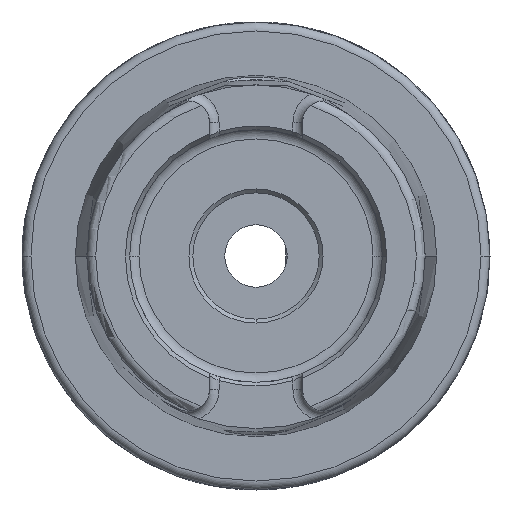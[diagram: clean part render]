
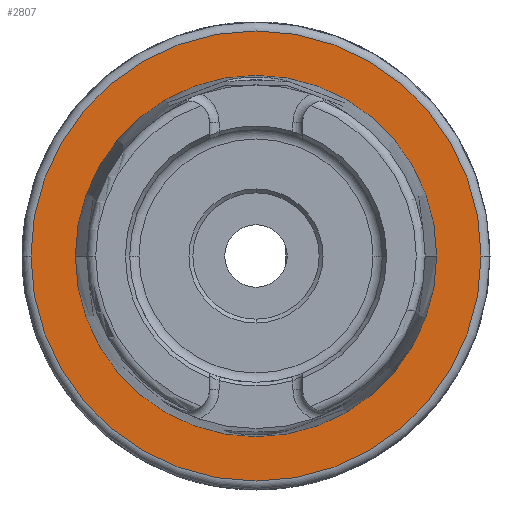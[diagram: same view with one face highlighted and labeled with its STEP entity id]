
A CAD part, left-side view. The second image highlights one B-rep face of the part: STEP entity #2807.
In plain terms, the highlighted planar face has unit normal (-1, 0, 0).
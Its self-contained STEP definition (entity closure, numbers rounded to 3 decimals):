
#173 = ORIENTED_EDGE ( 'NONE', *, *, #10943, .T. ) ;
#808 = EDGE_CURVE ( 'NONE', #843, #6103, #9282, .T. ) ;
#843 = VERTEX_POINT ( 'NONE', #3864 ) ;
#942 = CARTESIAN_POINT ( 'NONE',  ( 0., 0., 0. ) ) ;
#1012 = DIRECTION ( 'NONE',  ( 0., 1., 0. ) ) ;
#1151 = AXIS2_PLACEMENT_3D ( 'NONE', #7154, #5113, #5183 ) ;
#1343 = EDGE_LOOP ( 'NONE', ( #5851, #173 ) ) ;
#1544 = DIRECTION ( 'NONE',  ( 1., 0., 0. ) ) ;
#1709 = CARTESIAN_POINT ( 'NONE',  ( 0., -30.3, 0. ) ) ;
#2302 = FACE_BOUND ( 'NONE', #1343, .T. ) ;
#2563 = ORIENTED_EDGE ( 'NONE', *, *, #808, .F. ) ;
#2807 = ADVANCED_FACE ( 'NONE', ( #2302, #4275 ), #12353, .T. ) ;
#3677 = EDGE_LOOP ( 'NONE', ( #2563, #11309 ) ) ;
#3864 = CARTESIAN_POINT ( 'NONE',  ( 0., 30.3, 0. ) ) ;
#4136 = AXIS2_PLACEMENT_3D ( 'NONE', #7301, #6315, #10375 ) ;
#4275 = FACE_OUTER_BOUND ( 'NONE', #3677, .T. ) ;
#4518 = AXIS2_PLACEMENT_3D ( 'NONE', #6548, #1544, #10205 ) ;
#4599 = CARTESIAN_POINT ( 'NONE',  ( 0., 0., 0. ) ) ;
#4916 = DIRECTION ( 'NONE',  ( 1., 0., 0. ) ) ;
#5113 = DIRECTION ( 'NONE',  ( 1., 0., 0. ) ) ;
#5183 = DIRECTION ( 'NONE',  ( 0., 1., 0. ) ) ;
#5296 = AXIS2_PLACEMENT_3D ( 'NONE', #4599, #8622, #5978 ) ;
#5608 = CIRCLE ( 'NONE', #12803, 30.3 ) ;
#5851 = ORIENTED_EDGE ( 'NONE', *, *, #9458, .T. ) ;
#5978 = DIRECTION ( 'NONE',  ( 0., 1., 0. ) ) ;
#6103 = VERTEX_POINT ( 'NONE', #1709 ) ;
#6172 = VERTEX_POINT ( 'NONE', #8902 ) ;
#6315 = DIRECTION ( 'NONE',  ( -1., 0., 0. ) ) ;
#6548 = CARTESIAN_POINT ( 'NONE',  ( 0., 0., 0. ) ) ;
#6831 = CIRCLE ( 'NONE', #1151, 24.321 ) ;
#7154 = CARTESIAN_POINT ( 'NONE',  ( 0., 0., 0. ) ) ;
#7301 = CARTESIAN_POINT ( 'NONE',  ( 0., 24.321, 0. ) ) ;
#8355 = EDGE_CURVE ( 'NONE', #6103, #843, #5608, .T. ) ;
#8622 = DIRECTION ( 'NONE',  ( 1., 0., 0. ) ) ;
#8902 = CARTESIAN_POINT ( 'NONE',  ( 0., -24.321, 0. ) ) ;
#9282 = CIRCLE ( 'NONE', #5296, 30.3 ) ;
#9458 = EDGE_CURVE ( 'NONE', #12495, #6172, #6831, .T. ) ;
#10205 = DIRECTION ( 'NONE',  ( 0., 1., 0. ) ) ;
#10375 = DIRECTION ( 'NONE',  ( 0., -1., 0. ) ) ;
#10943 = EDGE_CURVE ( 'NONE', #6172, #12495, #11948, .T. ) ;
#10968 = CARTESIAN_POINT ( 'NONE',  ( 0., 24.321, 0. ) ) ;
#11309 = ORIENTED_EDGE ( 'NONE', *, *, #8355, .F. ) ;
#11948 = CIRCLE ( 'NONE', #4518, 24.321 ) ;
#12353 = PLANE ( 'NONE',  #4136 ) ;
#12495 = VERTEX_POINT ( 'NONE', #10968 ) ;
#12803 = AXIS2_PLACEMENT_3D ( 'NONE', #942, #4916, #1012 ) ;
